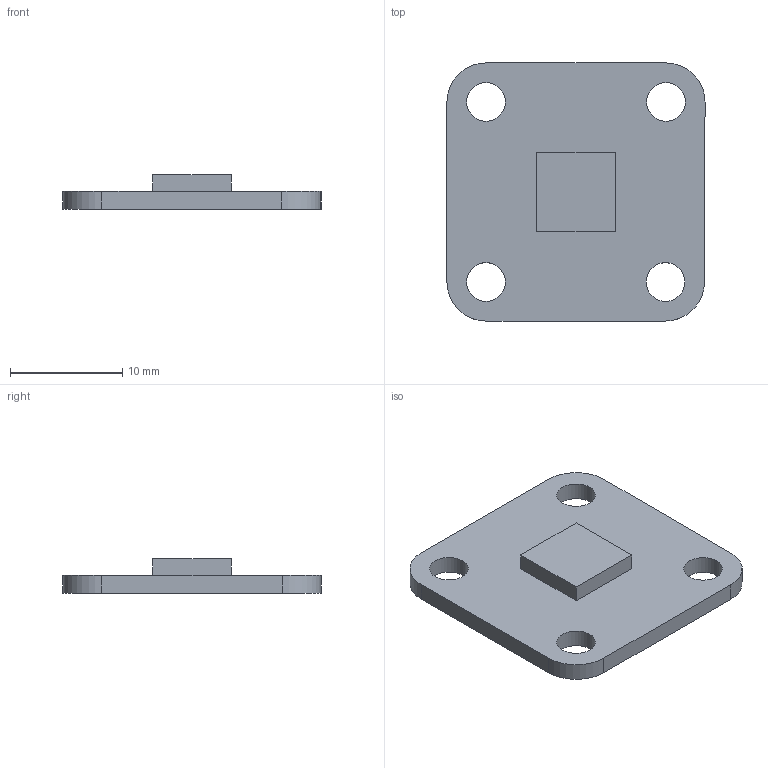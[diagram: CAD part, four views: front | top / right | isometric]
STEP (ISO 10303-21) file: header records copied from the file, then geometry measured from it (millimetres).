
FILE_DESCRIPTION(/* description */ (''),/* implementation_level */ '2;1');
FILE_NAME(/* name */ 'Encoder v2.step',/* time_stamp */ '2022-09-18T21:24:52+02:00',/* author */ (''),/* organization */ (''),/* preprocessor_version */ 'ST-DEVELOPER v19',/* originating_system */ 'Autodesk Translation Framework v11.7.0.108',/* authorisation */ '');
FILE_SCHEMA (('AUTOMOTIVE_DESIGN { 1 0 10303 214 3 1 1 }'));
Length unit declared in the file: millimetre
Products named in the file (2): Encoder v2; Sensor
Assembly tree (1 placements, depth 2):
  Encoder v2
    Sensor
Bounding box: 23 x 23 x 3.1 mm (x, y, z)
Volume: 842.6 mm3; surface area: 1308.3 mm2
Topology: 2 solids, 2 shells, 20 faces, 48 edges, 32 vertices
Faces by surface type: plane 12, cylinder 8
Full cylindrical faces by diameter (mm): 3.45 x4
Entity records: 672 total; most frequent: DIRECTION 110, CARTESIAN_POINT 103, ORIENTED_EDGE 96, EDGE_CURVE 48, AXIS2_PLACEMENT_3D 39, LINE 32, VECTOR 32, VERTEX_POINT 32
